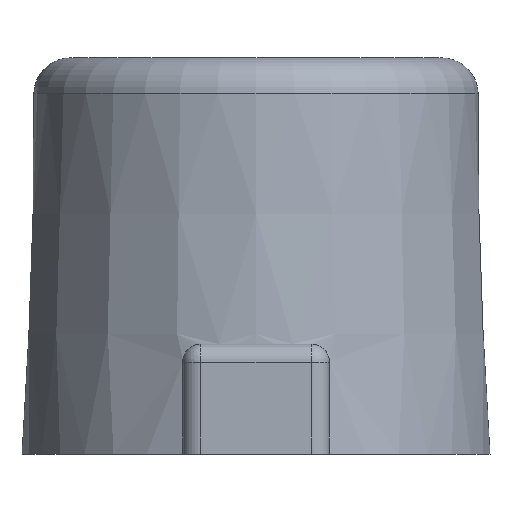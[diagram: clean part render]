
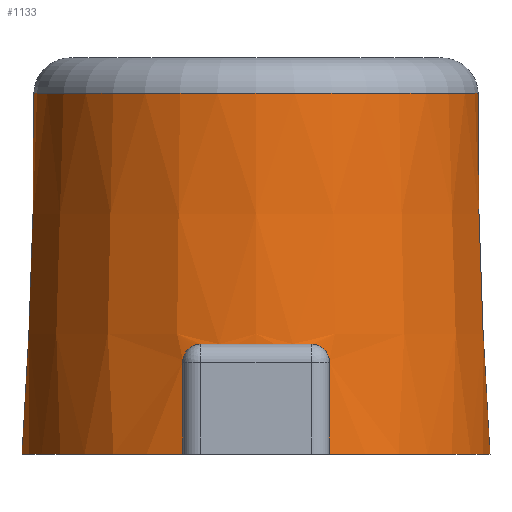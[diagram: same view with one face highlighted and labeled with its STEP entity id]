
A CAD part, left-side view. The second image highlights one B-rep face of the part: STEP entity #1133.
In plain terms, the highlighted conical face has half-angle 2 degrees and reference radius 3.2 mm.
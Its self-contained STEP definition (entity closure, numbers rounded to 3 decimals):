
#16=(
BOUNDED_CURVE()
B_SPLINE_CURVE(2,(#2082,#2083,#2084),.UNSPECIFIED.,.F.,.F.)
B_SPLINE_CURVE_WITH_KNOTS((3,3),(0.025,0.15),
 .UNSPECIFIED.)
CURVE()
GEOMETRIC_REPRESENTATION_ITEM()
RATIONAL_B_SPLINE_CURVE((1.,1.,1.))
REPRESENTATION_ITEM('')
);
#17=(
BOUNDED_CURVE()
B_SPLINE_CURVE(2,(#2092,#2093,#2094),.UNSPECIFIED.,.F.,.F.)
B_SPLINE_CURVE_WITH_KNOTS((3,3),(0.,0.125),.UNSPECIFIED.)
CURVE()
GEOMETRIC_REPRESENTATION_ITEM()
RATIONAL_B_SPLINE_CURVE((1.,1.,1.))
REPRESENTATION_ITEM('')
);
#18=(
BOUNDED_CURVE()
B_SPLINE_CURVE(2,(#2148,#2149,#2150),.UNSPECIFIED.,.F.,.F.)
B_SPLINE_CURVE_WITH_KNOTS((3,3),(0.025,0.15),
 .UNSPECIFIED.)
CURVE()
GEOMETRIC_REPRESENTATION_ITEM()
RATIONAL_B_SPLINE_CURVE((1.,1.,1.))
REPRESENTATION_ITEM('')
);
#19=(
BOUNDED_CURVE()
B_SPLINE_CURVE(2,(#2158,#2159,#2160),.UNSPECIFIED.,.F.,.F.)
B_SPLINE_CURVE_WITH_KNOTS((3,3),(0.,0.125),.UNSPECIFIED.)
CURVE()
GEOMETRIC_REPRESENTATION_ITEM()
RATIONAL_B_SPLINE_CURVE((1.,1.,1.))
REPRESENTATION_ITEM('')
);
#24=B_SPLINE_CURVE_WITH_KNOTS('',3,(#2036,#2037,#2038,#2039,#2040,#2041,
#2042,#2043,#2044,#2045,#2046,#2047),.UNSPECIFIED.,.F.,.F.,(4,2,2,2,2,4),
(0.038,0.048,0.058,0.067,
0.076,0.077),.UNSPECIFIED.);
#25=B_SPLINE_CURVE_WITH_KNOTS('',3,(#2063,#2064,#2065,#2066,#2067,#2068,
#2069,#2070,#2071,#2072,#2073,#2074),.UNSPECIFIED.,.F.,.F.,(4,2,2,2,2,4),
(0.076,0.077,0.086,0.095,
0.105,0.115),.UNSPECIFIED.);
#26=B_SPLINE_CURVE_WITH_KNOTS('',3,(#2102,#2103,#2104,#2105,#2106,#2107,
#2108,#2109,#2110,#2111,#2112,#2113),.UNSPECIFIED.,.F.,.F.,(4,2,2,2,2,4),
(0.038,0.048,0.058,0.067,
0.076,0.077),.UNSPECIFIED.);
#27=B_SPLINE_CURVE_WITH_KNOTS('',3,(#2129,#2130,#2131,#2132,#2133,#2134,
#2135,#2136,#2137,#2138,#2139,#2140),.UNSPECIFIED.,.F.,.F.,(4,2,2,2,2,4),
(0.076,0.077,0.086,0.095,
0.105,0.115),.UNSPECIFIED.);
#185=FACE_OUTER_BOUND('',#256,.T.);
#256=EDGE_LOOP('',(#1019,#1020,#1021,#1022,#1023,#1024,#1025,#1026,#1027,
#1028,#1029,#1030,#1031,#1032,#1033,#1034));
#346=LINE('',#2206,#431);
#431=VECTOR('',#1623,3.2);
#436=CIRCLE('',#1158,3.2);
#439=CIRCLE('',#1161,3.2);
#469=CIRCLE('',#1274,3.148);
#470=CIRCLE('',#1275,3.148);
#471=CIRCLE('',#1277,3.028);
#472=CIRCLE('',#1278,3.148);
#481=VERTEX_POINT('',#1653);
#482=VERTEX_POINT('',#1655);
#487=VERTEX_POINT('',#1665);
#488=VERTEX_POINT('',#1667);
#543=VERTEX_POINT('',#2033);
#544=VERTEX_POINT('',#2035);
#549=VERTEX_POINT('',#2060);
#550=VERTEX_POINT('',#2062);
#553=VERTEX_POINT('',#2099);
#554=VERTEX_POINT('',#2101);
#559=VERTEX_POINT('',#2126);
#560=VERTEX_POINT('',#2128);
#570=VERTEX_POINT('',#2200);
#571=VERTEX_POINT('',#2204);
#580=EDGE_CURVE('',#482,#481,#436,.T.);
#586=EDGE_CURVE('',#488,#487,#439,.T.);
#673=EDGE_CURVE('',#543,#544,#24,.F.);
#681=EDGE_CURVE('',#549,#550,#25,.F.);
#686=EDGE_CURVE('',#543,#482,#16,.T.);
#690=EDGE_CURVE('',#487,#550,#17,.T.);
#693=EDGE_CURVE('',#553,#554,#26,.F.);
#701=EDGE_CURVE('',#559,#560,#27,.F.);
#706=EDGE_CURVE('',#553,#488,#18,.T.);
#710=EDGE_CURVE('',#481,#560,#19,.T.);
#730=EDGE_CURVE('',#570,#554,#469,.T.);
#731=EDGE_CURVE('',#559,#570,#470,.T.);
#732=EDGE_CURVE('',#571,#571,#471,.T.);
#733=EDGE_CURVE('',#571,#570,#346,.T.);
#734=EDGE_CURVE('',#549,#544,#472,.T.);
#1019=ORIENTED_EDGE('',*,*,#732,.F.);
#1020=ORIENTED_EDGE('',*,*,#733,.T.);
#1021=ORIENTED_EDGE('',*,*,#730,.T.);
#1022=ORIENTED_EDGE('',*,*,#693,.F.);
#1023=ORIENTED_EDGE('',*,*,#706,.T.);
#1024=ORIENTED_EDGE('',*,*,#586,.T.);
#1025=ORIENTED_EDGE('',*,*,#690,.T.);
#1026=ORIENTED_EDGE('',*,*,#681,.F.);
#1027=ORIENTED_EDGE('',*,*,#734,.T.);
#1028=ORIENTED_EDGE('',*,*,#673,.F.);
#1029=ORIENTED_EDGE('',*,*,#686,.T.);
#1030=ORIENTED_EDGE('',*,*,#580,.T.);
#1031=ORIENTED_EDGE('',*,*,#710,.T.);
#1032=ORIENTED_EDGE('',*,*,#701,.F.);
#1033=ORIENTED_EDGE('',*,*,#731,.T.);
#1034=ORIENTED_EDGE('',*,*,#733,.F.);
#1067=CONICAL_SURFACE('',#1276,3.2,0.035);
#1133=ADVANCED_FACE('',(#185),#1067,.T.);
#1158=AXIS2_PLACEMENT_3D('',#1656,#1302,#1303);
#1161=AXIS2_PLACEMENT_3D('',#1668,#1311,#1312);
#1274=AXIS2_PLACEMENT_3D('',#2201,#1615,#1616);
#1275=AXIS2_PLACEMENT_3D('',#2202,#1617,#1618);
#1276=AXIS2_PLACEMENT_3D('',#2203,#1619,#1620);
#1277=AXIS2_PLACEMENT_3D('',#2205,#1621,#1622);
#1278=AXIS2_PLACEMENT_3D('',#2207,#1624,#1625);
#1302=DIRECTION('center_axis',(0.,0.,1.));
#1303=DIRECTION('ref_axis',(1.,0.,0.));
#1311=DIRECTION('center_axis',(0.,0.,1.));
#1312=DIRECTION('ref_axis',(1.,0.,0.));
#1615=DIRECTION('center_axis',(0.,0.,1.));
#1616=DIRECTION('ref_axis',(1.,0.,0.));
#1617=DIRECTION('center_axis',(0.,0.,1.));
#1618=DIRECTION('ref_axis',(1.,0.,0.));
#1619=DIRECTION('center_axis',(0.,0.,-1.));
#1620=DIRECTION('ref_axis',(1.,0.,0.));
#1621=DIRECTION('center_axis',(0.,0.,1.));
#1622=DIRECTION('ref_axis',(1.,0.,0.));
#1623=DIRECTION('',(-0.035,0.,-0.999));
#1624=DIRECTION('center_axis',(0.,0.,1.));
#1625=DIRECTION('ref_axis',(1.,0.,0.));
#1653=CARTESIAN_POINT('',(-3.04,1.,0.));
#1655=CARTESIAN_POINT('',(3.04,1.,0.));
#1656=CARTESIAN_POINT('Origin',(0.,0.,0.));
#1665=CARTESIAN_POINT('',(3.04,-1.,0.));
#1667=CARTESIAN_POINT('',(-3.04,-1.,0.));
#1668=CARTESIAN_POINT('Origin',(0.,0.,0.));
#2033=CARTESIAN_POINT('',(2.994,1.,1.25));
#2035=CARTESIAN_POINT('',(3.057,0.75,1.5));
#2036=CARTESIAN_POINT('Ctrl Pts',(3.057,0.75,1.5));
#2037=CARTESIAN_POINT('Ctrl Pts',(3.049,0.781,1.5));
#2038=CARTESIAN_POINT('Ctrl Pts',(3.041,0.814,1.494));
#2039=CARTESIAN_POINT('Ctrl Pts',(3.025,0.875,1.469));
#2040=CARTESIAN_POINT('Ctrl Pts',(3.017,0.904,1.45));
#2041=CARTESIAN_POINT('Ctrl Pts',(3.005,0.948,1.405));
#2042=CARTESIAN_POINT('Ctrl Pts',(3.,0.967,1.378));
#2043=CARTESIAN_POINT('Ctrl Pts',(2.994,0.993,1.317));
#2044=CARTESIAN_POINT('Ctrl Pts',(2.993,1.,1.284));
#2045=CARTESIAN_POINT('Ctrl Pts',(2.994,1.,1.252));
#2046=CARTESIAN_POINT('Ctrl Pts',(2.994,1.,1.251));
#2047=CARTESIAN_POINT('Ctrl Pts',(2.994,1.,1.25));
#2060=CARTESIAN_POINT('',(3.057,-0.75,1.5));
#2062=CARTESIAN_POINT('',(2.994,-1.,1.25));
#2063=CARTESIAN_POINT('Ctrl Pts',(2.994,-1.,1.25));
#2064=CARTESIAN_POINT('Ctrl Pts',(2.994,-1.,1.251));
#2065=CARTESIAN_POINT('Ctrl Pts',(2.994,-1.,1.252));
#2066=CARTESIAN_POINT('Ctrl Pts',(2.993,-1.,1.284));
#2067=CARTESIAN_POINT('Ctrl Pts',(2.994,-0.993,1.317));
#2068=CARTESIAN_POINT('Ctrl Pts',(3.,-0.967,1.378));
#2069=CARTESIAN_POINT('Ctrl Pts',(3.005,-0.948,1.405));
#2070=CARTESIAN_POINT('Ctrl Pts',(3.017,-0.904,1.45));
#2071=CARTESIAN_POINT('Ctrl Pts',(3.025,-0.875,1.469));
#2072=CARTESIAN_POINT('Ctrl Pts',(3.041,-0.814,1.494));
#2073=CARTESIAN_POINT('Ctrl Pts',(3.049,-0.781,1.5));
#2074=CARTESIAN_POINT('Ctrl Pts',(3.057,-0.75,1.5));
#2082=CARTESIAN_POINT('Ctrl Pts',(2.994,1.,1.25));
#2083=CARTESIAN_POINT('Ctrl Pts',(3.017,1.,0.63));
#2084=CARTESIAN_POINT('Ctrl Pts',(3.04,1.,0.));
#2092=CARTESIAN_POINT('Ctrl Pts',(3.04,-1.,0.));
#2093=CARTESIAN_POINT('Ctrl Pts',(3.017,-1.,0.63));
#2094=CARTESIAN_POINT('Ctrl Pts',(2.994,-1.,1.25));
#2099=CARTESIAN_POINT('',(-2.994,-1.,1.25));
#2101=CARTESIAN_POINT('',(-3.057,-0.75,1.5));
#2102=CARTESIAN_POINT('Ctrl Pts',(-3.057,-0.75,1.5));
#2103=CARTESIAN_POINT('Ctrl Pts',(-3.049,-0.781,
1.5));
#2104=CARTESIAN_POINT('Ctrl Pts',(-3.041,-0.814,
1.494));
#2105=CARTESIAN_POINT('Ctrl Pts',(-3.025,-0.875,
1.469));
#2106=CARTESIAN_POINT('Ctrl Pts',(-3.017,-0.904,
1.45));
#2107=CARTESIAN_POINT('Ctrl Pts',(-3.005,-0.948,
1.405));
#2108=CARTESIAN_POINT('Ctrl Pts',(-3.,-0.967,
1.378));
#2109=CARTESIAN_POINT('Ctrl Pts',(-2.994,-0.993,
1.317));
#2110=CARTESIAN_POINT('Ctrl Pts',(-2.993,-1.,
1.284));
#2111=CARTESIAN_POINT('Ctrl Pts',(-2.994,-1.,
1.252));
#2112=CARTESIAN_POINT('Ctrl Pts',(-2.994,-1.,1.251));
#2113=CARTESIAN_POINT('Ctrl Pts',(-2.994,-1.,1.25));
#2126=CARTESIAN_POINT('',(-3.057,0.75,1.5));
#2128=CARTESIAN_POINT('',(-2.994,1.,1.25));
#2129=CARTESIAN_POINT('Ctrl Pts',(-2.994,1.,1.25));
#2130=CARTESIAN_POINT('Ctrl Pts',(-2.994,1.,1.251));
#2131=CARTESIAN_POINT('Ctrl Pts',(-2.994,1.,1.252));
#2132=CARTESIAN_POINT('Ctrl Pts',(-2.993,1.,1.284));
#2133=CARTESIAN_POINT('Ctrl Pts',(-2.994,0.993,1.317));
#2134=CARTESIAN_POINT('Ctrl Pts',(-3.,0.967,1.378));
#2135=CARTESIAN_POINT('Ctrl Pts',(-3.005,0.948,1.405));
#2136=CARTESIAN_POINT('Ctrl Pts',(-3.017,0.904,1.45));
#2137=CARTESIAN_POINT('Ctrl Pts',(-3.025,0.875,1.469));
#2138=CARTESIAN_POINT('Ctrl Pts',(-3.041,0.814,1.494));
#2139=CARTESIAN_POINT('Ctrl Pts',(-3.049,0.781,1.5));
#2140=CARTESIAN_POINT('Ctrl Pts',(-3.057,0.75,1.5));
#2148=CARTESIAN_POINT('Ctrl Pts',(-2.994,-1.,1.25));
#2149=CARTESIAN_POINT('Ctrl Pts',(-3.017,-1.,0.63));
#2150=CARTESIAN_POINT('Ctrl Pts',(-3.04,-1.,0.));
#2158=CARTESIAN_POINT('Ctrl Pts',(-3.04,1.,0.));
#2159=CARTESIAN_POINT('Ctrl Pts',(-3.017,1.,0.63));
#2160=CARTESIAN_POINT('Ctrl Pts',(-2.994,1.,1.25));
#2200=CARTESIAN_POINT('',(-3.148,0.,1.5));
#2201=CARTESIAN_POINT('Origin',(0.,0.,1.5));
#2202=CARTESIAN_POINT('Origin',(0.,0.,1.5));
#2203=CARTESIAN_POINT('Origin',(0.,0.,0.));
#2204=CARTESIAN_POINT('',(-3.028,0.,4.917));
#2205=CARTESIAN_POINT('Origin',(0.,0.,4.917));
#2206=CARTESIAN_POINT('',(-3.2,0.,0.));
#2207=CARTESIAN_POINT('Origin',(0.,0.,1.5));
